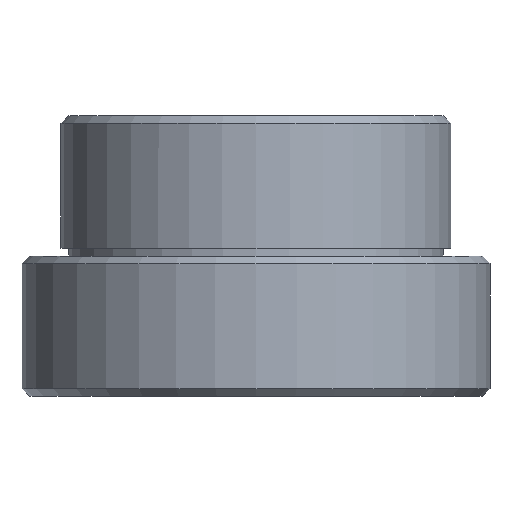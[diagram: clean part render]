
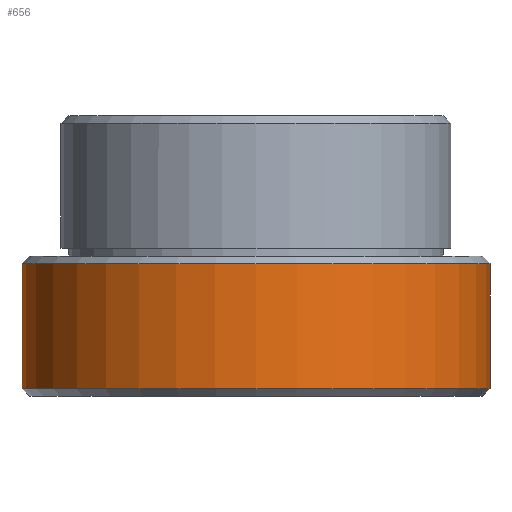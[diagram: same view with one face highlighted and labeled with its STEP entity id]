
A CAD part, front view. The second image highlights one B-rep face of the part: STEP entity #656.
In plain terms, the highlighted cylindrical face has radius 15 mm (diameter 30 mm), a partial arc.
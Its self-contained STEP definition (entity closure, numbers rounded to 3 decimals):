
#78 = DIRECTION ( 'NONE',  ( 1., 0., 0. ) ) ;
#79 = DIRECTION ( 'NONE',  ( 0., 0., 1. ) ) ;
#83 = CARTESIAN_POINT ( 'NONE',  ( 0., 0., -8.5 ) ) ;
#128 = DIRECTION ( 'NONE',  ( 0., 0., -1. ) ) ;
#129 = CARTESIAN_POINT ( 'NONE',  ( 15., 0., 0. ) ) ;
#130 = LINE ( 'NONE', #129, #937 ) ;
#268 = VERTEX_POINT ( 'NONE', #302 ) ;
#285 = CARTESIAN_POINT ( 'NONE',  ( 15., 0., -0.5 ) ) ;
#287 = CARTESIAN_POINT ( 'NONE',  ( -15., 0., -8.5 ) ) ;
#288 = CARTESIAN_POINT ( 'NONE',  ( 15., 0., -8.5 ) ) ;
#302 = CARTESIAN_POINT ( 'NONE',  ( -15., 0., -0.5 ) ) ;
#339 = ORIENTED_EDGE ( 'NONE', *, *, #696, .T. ) ;
#385 = ORIENTED_EDGE ( 'NONE', *, *, #645, .T. ) ;
#401 = ORIENTED_EDGE ( 'NONE', *, *, #626, .T. ) ;
#405 = ORIENTED_EDGE ( 'NONE', *, *, #679, .F. ) ;
#444 = EDGE_LOOP ( 'NONE', ( #405, #385, #401, #339 ) ) ;
#456 = VERTEX_POINT ( 'NONE', #288 ) ;
#463 = VERTEX_POINT ( 'NONE', #287 ) ;
#467 = LINE ( 'NONE', #507, #908 ) ;
#471 = VERTEX_POINT ( 'NONE', #285 ) ;
#507 = CARTESIAN_POINT ( 'NONE',  ( -15., 0., 0. ) ) ;
#518 = DIRECTION ( 'NONE',  ( 0., 0., -1. ) ) ;
#584 = DIRECTION ( 'NONE',  ( -1., 0., 0. ) ) ;
#585 = DIRECTION ( 'NONE',  ( 0., 0., -1. ) ) ;
#586 = CARTESIAN_POINT ( 'NONE',  ( 0., 0., 0. ) ) ;
#618 = DIRECTION ( 'NONE',  ( -1., 0., 0. ) ) ;
#619 = DIRECTION ( 'NONE',  ( 0., 0., -1. ) ) ;
#623 = CARTESIAN_POINT ( 'NONE',  ( 0., 0., -0.5 ) ) ;
#626 = EDGE_CURVE ( 'NONE', #268, #463, #467, .T. ) ;
#645 = EDGE_CURVE ( 'NONE', #471, #268, #790, .T. ) ;
#656 = ADVANCED_FACE ( 'NONE', ( #924 ), #813, .T. ) ;
#679 = EDGE_CURVE ( 'NONE', #471, #456, #130, .T. ) ;
#696 = EDGE_CURVE ( 'NONE', #463, #456, #766, .T. ) ;
#766 = CIRCLE ( 'NONE', #913, 15. ) ;
#790 = CIRCLE ( 'NONE', #883, 15. ) ;
#813 = CYLINDRICAL_SURFACE ( 'NONE', #854, 15. ) ;
#854 = AXIS2_PLACEMENT_3D ( 'NONE', #586, #585, #584 ) ;
#883 = AXIS2_PLACEMENT_3D ( 'NONE', #623, #619, #618 ) ;
#908 = VECTOR ( 'NONE', #518, 1000. ) ;
#913 = AXIS2_PLACEMENT_3D ( 'NONE', #83, #79, #78 ) ;
#924 = FACE_OUTER_BOUND ( 'NONE', #444, .T. ) ;
#937 = VECTOR ( 'NONE', #128, 1000. ) ;
